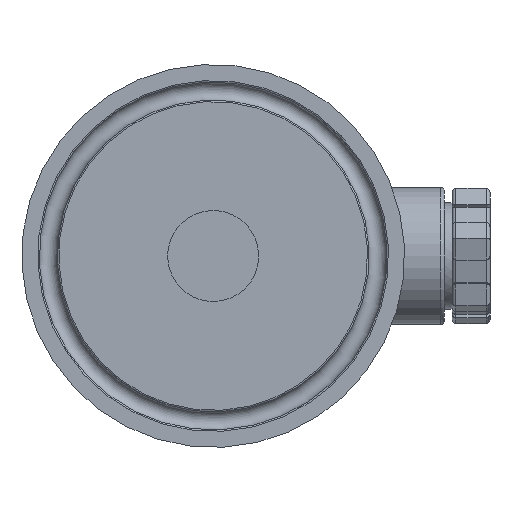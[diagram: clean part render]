
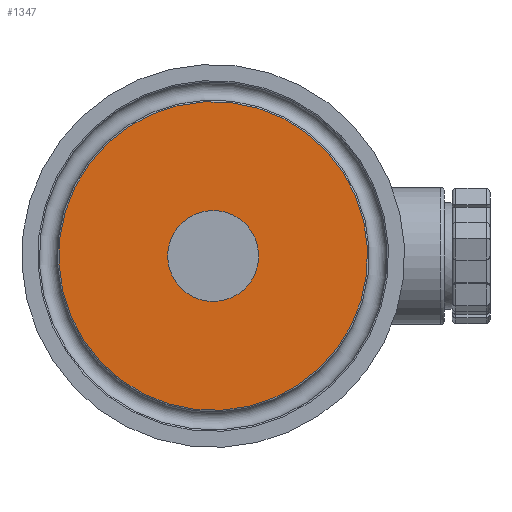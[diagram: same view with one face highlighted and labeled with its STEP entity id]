
A CAD part, front view. The second image highlights one B-rep face of the part: STEP entity #1347.
In plain terms, the highlighted planar face has unit normal (0, -1, 0).
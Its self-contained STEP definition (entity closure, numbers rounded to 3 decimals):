
#155=FACE_BOUND('',#3068,.T.);
#156=FACE_BOUND('',#3069,.T.);
#636=PLANE('',#14839);
#1347=ADVANCED_FACE('',(#155,#156),#636,.F.);
#3068=EDGE_LOOP('',(#9820));
#3069=EDGE_LOOP('',(#9821));
#9820=ORIENTED_EDGE('',*,*,#13106,.F.);
#9821=ORIENTED_EDGE('',*,*,#13107,.T.);
#11134=VERTEX_POINT('',#24195);
#11135=VERTEX_POINT('',#24198);
#13106=EDGE_CURVE('',#11134,#11134,#13590,.T.);
#13107=EDGE_CURVE('',#11135,#11135,#13591,.T.);
#13590=CIRCLE('',#14836,20.364);
#13591=CIRCLE('',#14838,6.);
#14836=AXIS2_PLACEMENT_3D('',#24194,#18742,#18743);
#14838=AXIS2_PLACEMENT_3D('',#24197,#18746,#18747);
#14839=AXIS2_PLACEMENT_3D('',#24199,#18748,#18749);
#18742=DIRECTION('',(0.,1.,0.));
#18743=DIRECTION('',(0.837,0.,0.547));
#18746=DIRECTION('',(0.,1.,0.));
#18747=DIRECTION('',(0.837,0.,0.547));
#18748=DIRECTION('',(0.,1.,0.));
#18749=DIRECTION('',(0.837,0.,0.547));
#24194=CARTESIAN_POINT('',(17.,-54.5,-16.997));
#24195=CARTESIAN_POINT('',(34.048,-54.5,-5.859));
#24197=CARTESIAN_POINT('',(17.,-54.5,-16.997));
#24198=CARTESIAN_POINT('',(22.023,-54.5,-13.716));
#24199=CARTESIAN_POINT('',(17.,-54.5,-16.997));
